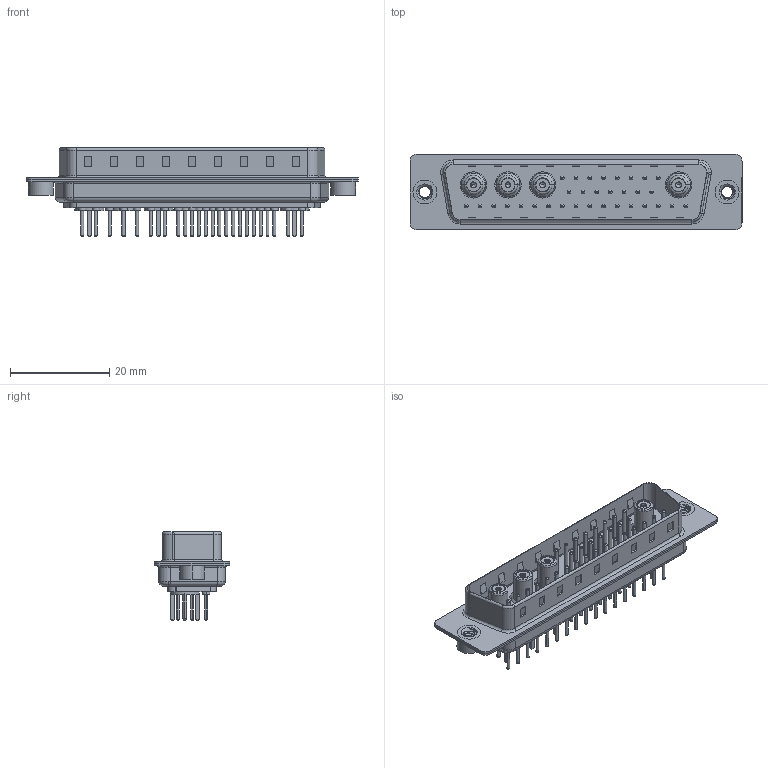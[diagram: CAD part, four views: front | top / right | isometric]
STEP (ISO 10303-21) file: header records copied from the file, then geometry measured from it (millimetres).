
FILE_DESCRIPTION (( 'STEP AP203' ), '1' );
FILE_NAME ('627-36W4624-5N2.STEP', '2019-06-19T09:55:23', ( '' ), ( '' ), 'SwSTEP 2.0', 'SolidWorks 2016', '' );
FILE_SCHEMA (( 'CONFIG_CONTROL_DESIGN' ));
Length unit declared in the file: millimetre
Products named in the file (14): 627Combo Contact Row 2_24; 627Combo Threaded Rivet_2; 627Combo Contact Row 3_24; Co-Ax Jack_Straight PC Tail; 627-36W4624-5N2; Insulator Socket; Insulator Socket 2; Locking Collar; Socket_Str; 627Combo Housing_36W4; Co-Ax Jack Assy_St; 627Combo Shell Rear_50 Contacts; 627Combo Contact Row 1_24; 627Combo Shell Front_50 Contacts
Assembly tree (46 placements, depth 3):
  627-36W4624-5N2
    627Combo Housing_36W4
    627Combo Shell Rear_50 Contacts
    627Combo Shell Front_50 Contacts
    627Combo Threaded Rivet_2  x2
    Co-Ax Jack Assy_St  x4
      Co-Ax Jack_Straight PC Tail
      Insulator Socket
      Insulator Socket 2
      Locking Collar
      Socket_Str
    627Combo Contact Row 1_24  x8
    627Combo Contact Row 2_24  x7
    627Combo Contact Row 3_24  x17
Bounding box: 67 x 15.3 x 17.9 mm (x, y, z)
Volume: 4616.9 mm3; surface area: 12357.8 mm2
Topology: 57 solids, 57 shells, 2040 faces, 4421 edges, 2698 vertices
Faces by surface type: cylinder 777, plane 615, torus 578, cone 48, bspline 14, sphere 8
Entity records: 28824 total; most frequent: CARTESIAN_POINT 5789, DIRECTION 4695, ORIENTED_EDGE 3998, EDGE_CURVE 1999, AXIS2_PLACEMENT_3D 1862, VERTEX_POINT 1274, EDGE_LOOP 1075, VECTOR 971
